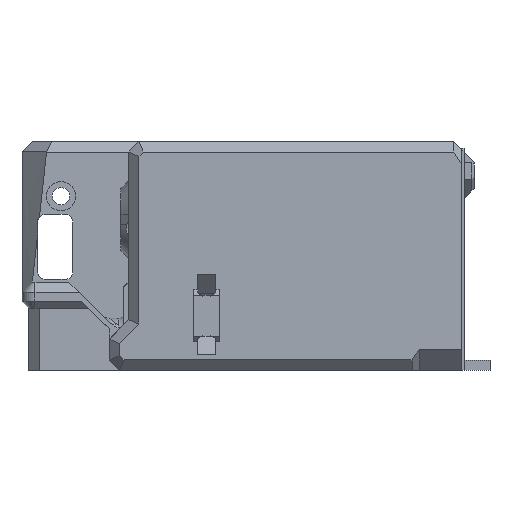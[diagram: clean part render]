
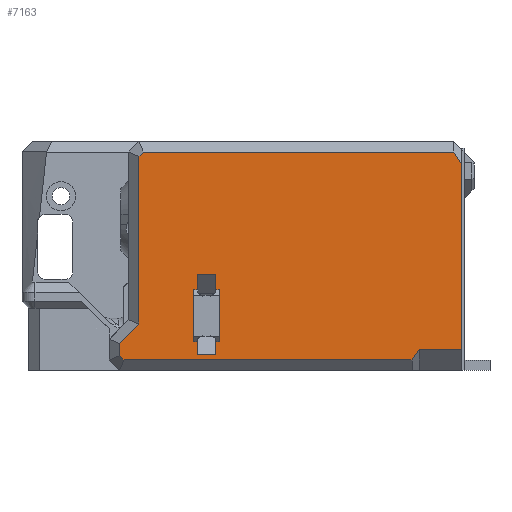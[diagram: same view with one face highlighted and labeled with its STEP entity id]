
A CAD part, front view. The second image highlights one B-rep face of the part: STEP entity #7163.
In plain terms, the highlighted planar face has unit normal (0, -1, 0).
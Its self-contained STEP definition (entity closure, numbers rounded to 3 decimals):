
#108=FACE_BOUND('',#2697,.T.);
#369=LINE('',#10328,#1208);
#373=LINE('',#10334,#1212);
#374=LINE('',#10337,#1213);
#376=LINE('',#10341,#1215);
#440=LINE('',#10529,#1279);
#548=LINE('',#10781,#1387);
#549=LINE('',#10784,#1388);
#550=LINE('',#10786,#1389);
#551=LINE('',#10788,#1390);
#552=LINE('',#10790,#1391);
#553=LINE('',#10791,#1392);
#554=LINE('',#10794,#1393);
#555=LINE('',#10796,#1394);
#556=LINE('',#10798,#1395);
#557=LINE('',#10800,#1396);
#558=LINE('',#10802,#1397);
#559=LINE('',#10804,#1398);
#560=LINE('',#10806,#1399);
#561=LINE('',#10808,#1400);
#562=LINE('',#10810,#1401);
#563=LINE('',#10812,#1402);
#564=LINE('',#10814,#1403);
#565=LINE('',#10815,#1404);
#1208=VECTOR('',#8305,10.);
#1212=VECTOR('',#8311,10.);
#1213=VECTOR('',#8314,10.);
#1215=VECTOR('',#8318,10.);
#1279=VECTOR('',#8430,10.);
#1387=VECTOR('',#8686,10.);
#1388=VECTOR('',#8689,10.);
#1389=VECTOR('',#8690,10.);
#1390=VECTOR('',#8691,10.);
#1391=VECTOR('',#8692,10.);
#1392=VECTOR('',#8693,10.);
#1393=VECTOR('',#8694,10.);
#1394=VECTOR('',#8695,10.);
#1395=VECTOR('',#8696,10.);
#1396=VECTOR('',#8697,10.);
#1397=VECTOR('',#8698,10.);
#1398=VECTOR('',#8699,10.);
#1399=VECTOR('',#8700,10.);
#1400=VECTOR('',#8701,10.);
#1401=VECTOR('',#8702,10.);
#1402=VECTOR('',#8703,10.);
#1403=VECTOR('',#8704,10.);
#1404=VECTOR('',#8705,10.);
#1967=PLANE('',#7631);
#2284=FACE_OUTER_BOUND('',#2696,.T.);
#2696=EDGE_LOOP('',(#5642,#5643,#5644,#5645,#5646,#5647,#5648,#5649,#5650,
#5651,#5652));
#2697=EDGE_LOOP('',(#5653,#5654,#5655,#5656,#5657,#5658,#5659,#5660,#5661,
#5662,#5663,#5664));
#3351=VERTEX_POINT('',#10324);
#3353=VERTEX_POINT('',#10327);
#3354=VERTEX_POINT('',#10332);
#3355=VERTEX_POINT('',#10336);
#3356=VERTEX_POINT('',#10340);
#3409=VERTEX_POINT('',#10525);
#3410=VERTEX_POINT('',#10527);
#3481=VERTEX_POINT('',#10783);
#3482=VERTEX_POINT('',#10785);
#3483=VERTEX_POINT('',#10787);
#3484=VERTEX_POINT('',#10789);
#3485=VERTEX_POINT('',#10792);
#3486=VERTEX_POINT('',#10793);
#3487=VERTEX_POINT('',#10795);
#3488=VERTEX_POINT('',#10797);
#3489=VERTEX_POINT('',#10799);
#3490=VERTEX_POINT('',#10801);
#3491=VERTEX_POINT('',#10803);
#3492=VERTEX_POINT('',#10805);
#3493=VERTEX_POINT('',#10807);
#3494=VERTEX_POINT('',#10809);
#3495=VERTEX_POINT('',#10811);
#3496=VERTEX_POINT('',#10813);
#4080=EDGE_CURVE('',#3353,#3351,#369,.T.);
#4084=EDGE_CURVE('',#3354,#3353,#373,.T.);
#4085=EDGE_CURVE('',#3354,#3355,#374,.T.);
#4087=EDGE_CURVE('',#3355,#3356,#376,.T.);
#4162=EDGE_CURVE('',#3410,#3409,#440,.T.);
#4289=EDGE_CURVE('',#3409,#3351,#548,.T.);
#4290=EDGE_CURVE('',#3481,#3410,#549,.T.);
#4291=EDGE_CURVE('',#3482,#3481,#550,.T.);
#4292=EDGE_CURVE('',#3483,#3482,#551,.T.);
#4293=EDGE_CURVE('',#3484,#3483,#552,.T.);
#4294=EDGE_CURVE('',#3356,#3484,#553,.T.);
#4295=EDGE_CURVE('',#3485,#3486,#554,.T.);
#4296=EDGE_CURVE('',#3486,#3487,#555,.T.);
#4297=EDGE_CURVE('',#3487,#3488,#556,.T.);
#4298=EDGE_CURVE('',#3488,#3489,#557,.T.);
#4299=EDGE_CURVE('',#3489,#3490,#558,.T.);
#4300=EDGE_CURVE('',#3490,#3491,#559,.T.);
#4301=EDGE_CURVE('',#3491,#3492,#560,.T.);
#4302=EDGE_CURVE('',#3492,#3493,#561,.T.);
#4303=EDGE_CURVE('',#3493,#3494,#562,.T.);
#4304=EDGE_CURVE('',#3494,#3495,#563,.T.);
#4305=EDGE_CURVE('',#3495,#3496,#564,.T.);
#4306=EDGE_CURVE('',#3496,#3485,#565,.T.);
#5642=ORIENTED_EDGE('',*,*,#4085,.F.);
#5643=ORIENTED_EDGE('',*,*,#4084,.T.);
#5644=ORIENTED_EDGE('',*,*,#4080,.T.);
#5645=ORIENTED_EDGE('',*,*,#4289,.F.);
#5646=ORIENTED_EDGE('',*,*,#4162,.F.);
#5647=ORIENTED_EDGE('',*,*,#4290,.F.);
#5648=ORIENTED_EDGE('',*,*,#4291,.F.);
#5649=ORIENTED_EDGE('',*,*,#4292,.F.);
#5650=ORIENTED_EDGE('',*,*,#4293,.F.);
#5651=ORIENTED_EDGE('',*,*,#4294,.F.);
#5652=ORIENTED_EDGE('',*,*,#4087,.F.);
#5653=ORIENTED_EDGE('',*,*,#4295,.T.);
#5654=ORIENTED_EDGE('',*,*,#4296,.T.);
#5655=ORIENTED_EDGE('',*,*,#4297,.T.);
#5656=ORIENTED_EDGE('',*,*,#4298,.T.);
#5657=ORIENTED_EDGE('',*,*,#4299,.T.);
#5658=ORIENTED_EDGE('',*,*,#4300,.T.);
#5659=ORIENTED_EDGE('',*,*,#4301,.T.);
#5660=ORIENTED_EDGE('',*,*,#4302,.T.);
#5661=ORIENTED_EDGE('',*,*,#4303,.T.);
#5662=ORIENTED_EDGE('',*,*,#4304,.T.);
#5663=ORIENTED_EDGE('',*,*,#4305,.T.);
#5664=ORIENTED_EDGE('',*,*,#4306,.T.);
#7163=ADVANCED_FACE('',(#2284,#108),#1967,.T.);
#7631=AXIS2_PLACEMENT_3D('',#10782,#8687,#8688);
#8305=DIRECTION('',(0.,0.,1.));
#8311=DIRECTION('',(1.,0.,0.));
#8314=DIRECTION('',(-0.577,0.,-0.816));
#8318=DIRECTION('',(-1.,0.,0.));
#8430=DIRECTION('',(1.,0.,0.));
#8686=DIRECTION('',(0.577,0.,-0.816));
#8687=DIRECTION('center_axis',(0.,-1.,0.));
#8688=DIRECTION('ref_axis',(1.,0.,0.));
#8689=DIRECTION('',(0.707,0.,0.707));
#8690=DIRECTION('',(0.,0.,1.));
#8691=DIRECTION('',(0.707,0.,0.707));
#8692=DIRECTION('',(0.,0.,1.));
#8693=DIRECTION('',(-0.707,0.,0.707));
#8694=DIRECTION('',(0.,0.,-1.));
#8695=DIRECTION('',(1.,0.,0.));
#8696=DIRECTION('',(0.,0.,-1.));
#8697=DIRECTION('',(-1.,0.,0.));
#8698=DIRECTION('',(0.,0.,-1.));
#8699=DIRECTION('',(-1.,0.,0.));
#8700=DIRECTION('',(0.,0.,1.));
#8701=DIRECTION('',(-1.,0.,0.));
#8702=DIRECTION('',(0.,0.,1.));
#8703=DIRECTION('',(1.,0.,0.));
#8704=DIRECTION('',(0.,0.,1.));
#8705=DIRECTION('',(1.,0.,0.));
#10324=CARTESIAN_POINT('',(42.,-99.15,-8.896));
#10327=CARTESIAN_POINT('',(42.,-99.15,-44.775));
#10328=CARTESIAN_POINT('',(42.,-99.15,-26.775));
#10332=CARTESIAN_POINT('',(33.914,-99.15,-44.775));
#10334=CARTESIAN_POINT('',(-0.25,-99.15,-44.775));
#10336=CARTESIAN_POINT('',(32.5,-99.15,-46.775));
#10337=CARTESIAN_POINT('',(19.764,-99.15,-64.786));
#10340=CARTESIAN_POINT('',(-22.922,-99.15,-46.775));
#10341=CARTESIAN_POINT('',(-21.25,-99.15,-46.775));
#10525=CARTESIAN_POINT('',(40.5,-99.15,-6.775));
#10527=CARTESIAN_POINT('',(-19.172,-99.15,-6.775));
#10529=CARTESIAN_POINT('',(-21.25,-99.15,-6.775));
#10781=CARTESIAN_POINT('',(36.58,-99.15,-1.232));
#10782=CARTESIAN_POINT('Origin',(-42.5,-99.15,-48.775));
#10783=CARTESIAN_POINT('',(-20.,-99.15,-7.603));
#10784=CARTESIAN_POINT('',(-35.711,-99.15,-23.314));
#10785=CARTESIAN_POINT('',(-20.,-99.15,-39.853));
#10786=CARTESIAN_POINT('',(-20.,-99.15,-26.775));
#10787=CARTESIAN_POINT('',(-23.75,-99.15,-43.603));
#10788=CARTESIAN_POINT('',(-29.086,-99.15,-48.939));
#10789=CARTESIAN_POINT('',(-23.75,-99.15,-45.947));
#10790=CARTESIAN_POINT('',(-23.75,-99.15,-40.275));
#10791=CARTESIAN_POINT('',(-27.523,-99.15,-42.173));
#10792=CARTESIAN_POINT('',(-5.25,-99.15,-30.368));
#10793=CARTESIAN_POINT('',(-5.25,-99.15,-33.307));
#10794=CARTESIAN_POINT('',(-5.25,-99.15,-43.42));
#10795=CARTESIAN_POINT('',(-4.5,-99.15,-33.307));
#10796=CARTESIAN_POINT('',(-23.5,-99.15,-33.307));
#10797=CARTESIAN_POINT('',(-4.5,-99.15,-43.243));
#10798=CARTESIAN_POINT('',(-4.5,-99.15,-46.009));
#10799=CARTESIAN_POINT('',(-5.25,-99.15,-43.243));
#10800=CARTESIAN_POINT('',(-26.,-99.15,-43.243));
#10801=CARTESIAN_POINT('',(-5.25,-99.15,-45.762));
#10802=CARTESIAN_POINT('',(-5.25,-99.15,-43.42));
#10803=CARTESIAN_POINT('',(-8.75,-99.15,-45.762));
#10804=CARTESIAN_POINT('',(-25.625,-99.15,-45.762));
#10805=CARTESIAN_POINT('',(-8.75,-99.15,-43.243));
#10806=CARTESIAN_POINT('',(-8.75,-99.15,-43.42));
#10807=CARTESIAN_POINT('',(-9.5,-99.15,-43.243));
#10808=CARTESIAN_POINT('',(-26.,-99.15,-43.243));
#10809=CARTESIAN_POINT('',(-9.5,-99.15,-33.307));
#10810=CARTESIAN_POINT('',(-9.5,-99.15,-41.041));
#10811=CARTESIAN_POINT('',(-8.75,-99.15,-33.307));
#10812=CARTESIAN_POINT('',(-23.5,-99.15,-33.307));
#10813=CARTESIAN_POINT('',(-8.75,-99.15,-30.368));
#10814=CARTESIAN_POINT('',(-8.75,-99.15,-43.42));
#10815=CARTESIAN_POINT('',(-25.625,-99.15,-30.368));
